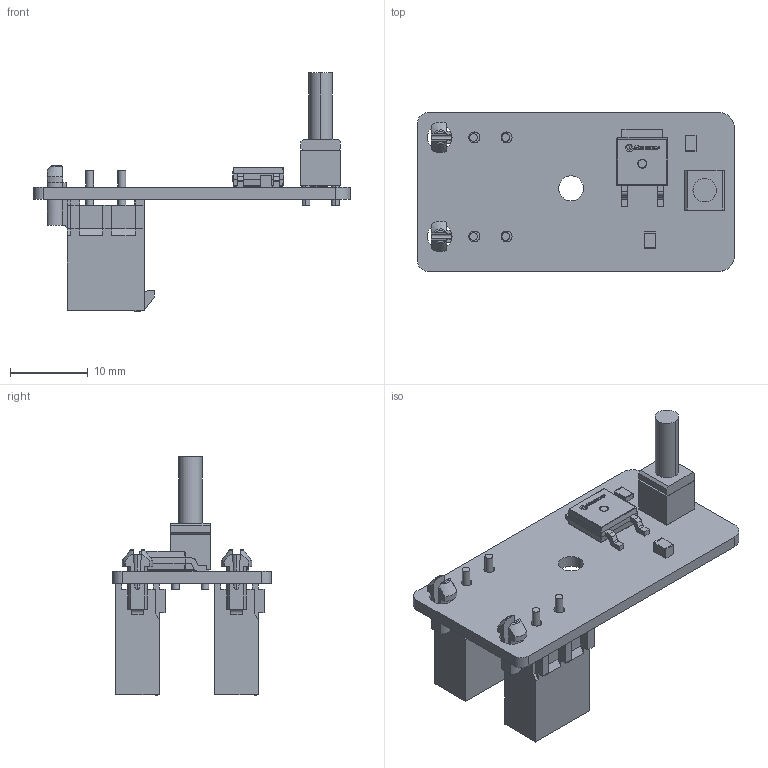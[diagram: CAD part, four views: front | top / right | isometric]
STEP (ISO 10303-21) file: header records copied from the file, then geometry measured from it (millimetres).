
FILE_DESCRIPTION(('Open CASCADE Model'),'2;1');
FILE_NAME('Open CASCADE Shape Model','2020-02-07T14:14:16',('Author'),( 'Open CASCADE'),'Open CASCADE STEP processor 6.8','Open CASCADE 6.8' ,'Unknown');
FILE_SCHEMA(('AUTOMOTIVE_DESIGN { 1 0 10303 214 1 1 1 1 }'));
Length unit declared in the file: millimetre
Products named in the file (30): PCB; Board60V_Ind; Open CASCADE STEP translator 6.8 2.1.1; R160V_Ind; 8527591712; Mid_Body; Terminal; Open_CASCADE_STEP_translator_6.8_8.2.1; Mark; MP160V_Ind; LPA-C011301S-10; LPA-C011301S-X_Base; LPA-C011301S-10_Light_PipeSLDPRT; D160V_Ind; SM0805XXC; U160V_Ind; Trans_Microchip_LR8K4-G_eec; body; pins; logo; J260V_Ind; c-1-770872-0-h-3d; 6483416528; Extruded; J160V_Ind; C160V_Ind; 6898713920; 6898714800
Assembly tree (33 placements, depth 5):
  PCB
    Board60V_Ind
      Open CASCADE STEP translator 6.8 2.1.1
    R160V_Ind
      8527591712
        Mid_Body
        Terminal  x2
          Open_CASCADE_STEP_translator_6.8_8.2.1
        Mark
    MP160V_Ind
      LPA-C011301S-10
        LPA-C011301S-X_Base
        LPA-C011301S-10_Light_PipeSLDPRT
    D160V_Ind
      SM0805XXC
    U160V_Ind
      Trans_Microchip_LR8K4-G_eec
        body
        pins
        logo
    J260V_Ind
      c-1-770872-0-h-3d
      6483416528
        Extruded
    J160V_Ind
      c-1-770872-0-h-3d
      6483416528
        Extruded
    C160V_Ind
      6898713920
        Extruded
      6898714800  x2
        Extruded
Bounding box: 40.64 x 20.32 x 30.59 mm (x, y, z)
Volume: 2687.3 mm3; surface area: 4493.1 mm2
Topology: 29 solids, 29 shells, 618 faces, 1557 edges, 1000 vertices
Faces by surface type: plane 435, cylinder 112, bspline 63, cone 4, torus 4
Full cylindrical faces by diameter (mm): 1 x2, 1.397 x4, 3.175 x2, 3.2 x1
Entity records: 17424 total; most frequent: CARTESIAN_POINT 3735, ORIENTED_EDGE 2386, DIRECTION 2132, EDGE_CURVE 1193, LINE 892, VECTOR 892, VERTEX_POINT 775, AXIS2_PLACEMENT_3D 620
